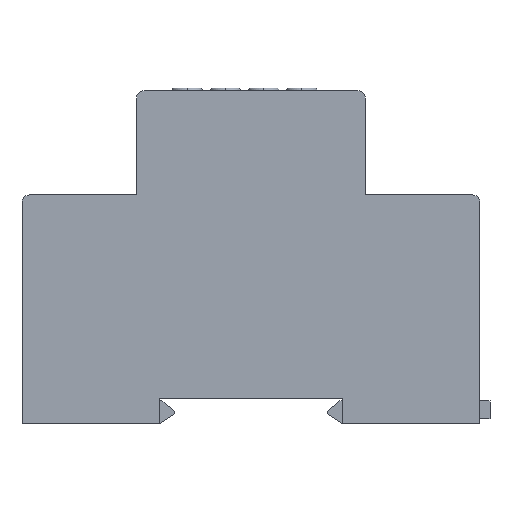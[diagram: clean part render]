
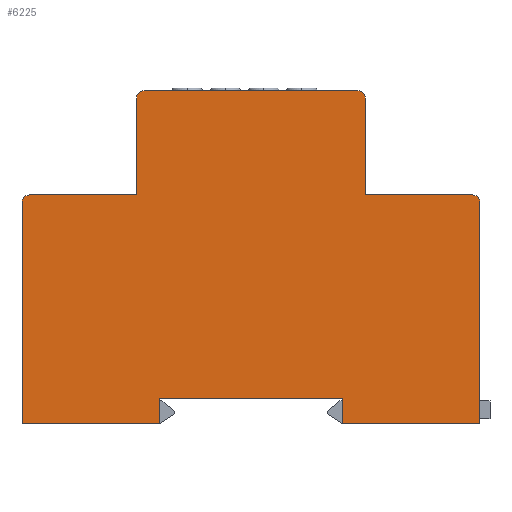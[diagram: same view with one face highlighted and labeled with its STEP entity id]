
A CAD part, left-side view. The second image highlights one B-rep face of the part: STEP entity #6225.
In plain terms, the highlighted planar face has unit normal (-1, 0, 0).
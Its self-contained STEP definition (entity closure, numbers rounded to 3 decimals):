
#1 = CARTESIAN_POINT ( 'NONE',  ( 0., 63., 5. ) ) ;
#134 = DIRECTION ( 'NONE',  ( -1., 0., 0. ) ) ;
#166 = VECTOR ( 'NONE', #6386, 1000. ) ;
#315 = ORIENTED_EDGE ( 'NONE', *, *, #7535, .F. ) ;
#330 = VECTOR ( 'NONE', #5473, 1000. ) ;
#359 = LINE ( 'NONE', #7251, #4866 ) ;
#363 = VECTOR ( 'NONE', #7982, 1000. ) ;
#498 = CARTESIAN_POINT ( 'NONE',  ( 0., 90., 0. ) ) ;
#540 = ORIENTED_EDGE ( 'NONE', *, *, #4427, .F. ) ;
#643 = CARTESIAN_POINT ( 'NONE',  ( 0., 67.5, 45. ) ) ;
#645 = ORIENTED_EDGE ( 'NONE', *, *, #4843, .F. ) ;
#661 = EDGE_CURVE ( 'NONE', #6032, #8259, #8318, .T. ) ;
#705 = DIRECTION ( 'NONE',  ( 0., 0., -1. ) ) ;
#753 = CARTESIAN_POINT ( 'NONE',  ( 0., 24., 64. ) ) ;
#952 = VECTOR ( 'NONE', #4271, 1000. ) ;
#959 = DIRECTION ( 'NONE',  ( 0., 0., 1. ) ) ;
#972 = EDGE_CURVE ( 'NONE', #3412, #8049, #359, .T. ) ;
#984 = EDGE_CURVE ( 'NONE', #5277, #7745, #3966, .T. ) ;
#992 = AXIS2_PLACEMENT_3D ( 'NONE', #5091, #5846, #3829 ) ;
#998 = CARTESIAN_POINT ( 'NONE',  ( 0., 90., 0. ) ) ;
#1116 = VERTEX_POINT ( 'NONE', #8119 ) ;
#1264 = CARTESIAN_POINT ( 'NONE',  ( 0., 63., 0. ) ) ;
#1276 = VECTOR ( 'NONE', #7795, 1000. ) ;
#1370 = VECTOR ( 'NONE', #959, 1000. ) ;
#1530 = VERTEX_POINT ( 'NONE', #2106 ) ;
#1568 = VECTOR ( 'NONE', #7963, 1000. ) ;
#1609 = LINE ( 'NONE', #643, #7967 ) ;
#1682 = VERTEX_POINT ( 'NONE', #498 ) ;
#1765 = LINE ( 'NONE', #4237, #1370 ) ;
#1871 = ORIENTED_EDGE ( 'NONE', *, *, #8163, .F. ) ;
#1961 = LINE ( 'NONE', #3757, #952 ) ;
#2103 = CARTESIAN_POINT ( 'NONE',  ( 0., 90., 45. ) ) ;
#2106 = CARTESIAN_POINT ( 'NONE',  ( 0., 88.5, 45. ) ) ;
#2115 = DIRECTION ( 'NONE',  ( 0., 0., -1. ) ) ;
#2202 = ORIENTED_EDGE ( 'NONE', *, *, #4044, .F. ) ;
#2215 = LINE ( 'NONE', #7715, #7127 ) ;
#2224 = CARTESIAN_POINT ( 'NONE',  ( 0., 27., 5. ) ) ;
#2244 = CIRCLE ( 'NONE', #992, 1.5 ) ;
#2448 = CARTESIAN_POINT ( 'NONE',  ( 0., 66., 65.5 ) ) ;
#2456 = LINE ( 'NONE', #2815, #363 ) ;
#2579 = DIRECTION ( 'NONE',  ( 0., -1., 0. ) ) ;
#2589 = PLANE ( 'NONE',  #3606 ) ;
#2725 = ORIENTED_EDGE ( 'NONE', *, *, #3169, .F. ) ;
#2815 = CARTESIAN_POINT ( 'NONE',  ( 0., 22.5, 45. ) ) ;
#3169 = EDGE_CURVE ( 'NONE', #1530, #4292, #4683, .T. ) ;
#3214 = CARTESIAN_POINT ( 'NONE',  ( 0., 67.5, 45. ) ) ;
#3224 = CARTESIAN_POINT ( 'NONE',  ( 0., 0., 0. ) ) ;
#3260 = EDGE_LOOP ( 'NONE', ( #540, #645, #2202, #3899, #4213, #4300, #6417, #4019, #3768, #6456, #7112, #5311, #1871, #2725, #4542, #315 ) ) ;
#3301 = CARTESIAN_POINT ( 'NONE',  ( 0., 90., 0. ) ) ;
#3405 = VERTEX_POINT ( 'NONE', #4042 ) ;
#3412 = VERTEX_POINT ( 'NONE', #6595 ) ;
#3482 = VECTOR ( 'NONE', #6065, 1000. ) ;
#3510 = VERTEX_POINT ( 'NONE', #6083 ) ;
#3514 = VERTEX_POINT ( 'NONE', #5409 ) ;
#3527 = CARTESIAN_POINT ( 'NONE',  ( 0., 63., 0. ) ) ;
#3596 = EDGE_CURVE ( 'NONE', #3405, #3412, #1961, .T. ) ;
#3606 = AXIS2_PLACEMENT_3D ( 'NONE', #3224, #7749, #3888 ) ;
#3757 = CARTESIAN_POINT ( 'NONE',  ( 0., 0., 0. ) ) ;
#3768 = ORIENTED_EDGE ( 'NONE', *, *, #5798, .F. ) ;
#3818 = VERTEX_POINT ( 'NONE', #1 ) ;
#3829 = DIRECTION ( 'NONE',  ( 0., 0., -1. ) ) ;
#3888 = DIRECTION ( 'NONE',  ( 0., 0., -1. ) ) ;
#3896 = AXIS2_PLACEMENT_3D ( 'NONE', #753, #7147, #6592 ) ;
#3899 = ORIENTED_EDGE ( 'NONE', *, *, #4602, .F. ) ;
#3900 = CARTESIAN_POINT ( 'NONE',  ( 0., 67.5, 64. ) ) ;
#3966 = CIRCLE ( 'NONE', #4808, 1.5 ) ;
#3977 = LINE ( 'NONE', #1264, #166 ) ;
#4019 = ORIENTED_EDGE ( 'NONE', *, *, #661, .F. ) ;
#4028 = LINE ( 'NONE', #998, #330 ) ;
#4042 = CARTESIAN_POINT ( 'NONE',  ( 0., 0., 43.5 ) ) ;
#4044 = EDGE_CURVE ( 'NONE', #3510, #3818, #4190, .T. ) ;
#4165 = FACE_OUTER_BOUND ( 'NONE', #3260, .T. ) ;
#4190 = LINE ( 'NONE', #2224, #3482 ) ;
#4213 = ORIENTED_EDGE ( 'NONE', *, *, #972, .F. ) ;
#4237 = CARTESIAN_POINT ( 'NONE',  ( 0., 27., 0. ) ) ;
#4271 = DIRECTION ( 'NONE',  ( 0., 0., -1. ) ) ;
#4292 = VERTEX_POINT ( 'NONE', #3214 ) ;
#4300 = ORIENTED_EDGE ( 'NONE', *, *, #3596, .F. ) ;
#4427 = EDGE_CURVE ( 'NONE', #4591, #1682, #7603, .T. ) ;
#4480 = VECTOR ( 'NONE', #7406, 1000. ) ;
#4542 = ORIENTED_EDGE ( 'NONE', *, *, #6113, .T. ) ;
#4591 = VERTEX_POINT ( 'NONE', #3527 ) ;
#4602 = EDGE_CURVE ( 'NONE', #8049, #3510, #1765, .T. ) ;
#4683 = LINE ( 'NONE', #2103, #1276 ) ;
#4771 = CARTESIAN_POINT ( 'NONE',  ( 0., 27., 0. ) ) ;
#4808 = AXIS2_PLACEMENT_3D ( 'NONE', #7160, #134, #2115 ) ;
#4843 = EDGE_CURVE ( 'NONE', #3818, #4591, #3977, .T. ) ;
#4866 = VECTOR ( 'NONE', #7890, 1000. ) ;
#5091 = CARTESIAN_POINT ( 'NONE',  ( 0., 88.5, 43.5 ) ) ;
#5277 = VERTEX_POINT ( 'NONE', #2448 ) ;
#5311 = ORIENTED_EDGE ( 'NONE', *, *, #984, .T. ) ;
#5409 = CARTESIAN_POINT ( 'NONE',  ( 0., 90., 43.5 ) ) ;
#5473 = DIRECTION ( 'NONE',  ( 0., 0., 1. ) ) ;
#5618 = VERTEX_POINT ( 'NONE', #6359 ) ;
#5798 = EDGE_CURVE ( 'NONE', #5618, #6032, #2456, .T. ) ;
#5846 = DIRECTION ( 'NONE',  ( -1., 0., 0. ) ) ;
#6032 = VERTEX_POINT ( 'NONE', #8236 ) ;
#6065 = DIRECTION ( 'NONE',  ( 0., 1., 0. ) ) ;
#6068 = EDGE_CURVE ( 'NONE', #3405, #8259, #7586, .T. ) ;
#6083 = CARTESIAN_POINT ( 'NONE',  ( 0., 27., 5. ) ) ;
#6113 = EDGE_CURVE ( 'NONE', #1530, #3514, #2244, .T. ) ;
#6186 = CARTESIAN_POINT ( 'NONE',  ( 0., 0., 45. ) ) ;
#6225 = ADVANCED_FACE ( 'NONE', ( #4165 ), #2589, .F. ) ;
#6359 = CARTESIAN_POINT ( 'NONE',  ( 0., 22.5, 64. ) ) ;
#6377 = CARTESIAN_POINT ( 'NONE',  ( 0., 1.5, 43.5 ) ) ;
#6386 = DIRECTION ( 'NONE',  ( 0., 0., -1. ) ) ;
#6417 = ORIENTED_EDGE ( 'NONE', *, *, #6068, .T. ) ;
#6450 = CARTESIAN_POINT ( 'NONE',  ( 0., 1.5, 45. ) ) ;
#6456 = ORIENTED_EDGE ( 'NONE', *, *, #7879, .T. ) ;
#6488 = DIRECTION ( 'NONE',  ( -1., 0., 0. ) ) ;
#6592 = DIRECTION ( 'NONE',  ( 0., 0., -1. ) ) ;
#6595 = CARTESIAN_POINT ( 'NONE',  ( 0., 0., 0. ) ) ;
#6635 = CIRCLE ( 'NONE', #3896, 1.5 ) ;
#7112 = ORIENTED_EDGE ( 'NONE', *, *, #8106, .F. ) ;
#7127 = VECTOR ( 'NONE', #2579, 1000. ) ;
#7147 = DIRECTION ( 'NONE',  ( -1., 0., 0. ) ) ;
#7160 = CARTESIAN_POINT ( 'NONE',  ( 0., 66., 64. ) ) ;
#7251 = CARTESIAN_POINT ( 'NONE',  ( 0., 0., 0. ) ) ;
#7406 = DIRECTION ( 'NONE',  ( 0., -1., 0. ) ) ;
#7535 = EDGE_CURVE ( 'NONE', #1682, #3514, #4028, .T. ) ;
#7586 = CIRCLE ( 'NONE', #8210, 1.5 ) ;
#7603 = LINE ( 'NONE', #3301, #1568 ) ;
#7625 = DIRECTION ( 'NONE',  ( 0., 0., 1. ) ) ;
#7715 = CARTESIAN_POINT ( 'NONE',  ( 0., 22.5, 65.5 ) ) ;
#7745 = VERTEX_POINT ( 'NONE', #3900 ) ;
#7749 = DIRECTION ( 'NONE',  ( 1., 0., 0. ) ) ;
#7795 = DIRECTION ( 'NONE',  ( 0., -1., 0. ) ) ;
#7879 = EDGE_CURVE ( 'NONE', #5618, #1116, #6635, .T. ) ;
#7890 = DIRECTION ( 'NONE',  ( 0., 1., 0. ) ) ;
#7963 = DIRECTION ( 'NONE',  ( 0., 1., 0. ) ) ;
#7967 = VECTOR ( 'NONE', #7625, 1000. ) ;
#7982 = DIRECTION ( 'NONE',  ( 0., 0., -1. ) ) ;
#8049 = VERTEX_POINT ( 'NONE', #4771 ) ;
#8106 = EDGE_CURVE ( 'NONE', #5277, #1116, #2215, .T. ) ;
#8119 = CARTESIAN_POINT ( 'NONE',  ( 0., 24., 65.5 ) ) ;
#8163 = EDGE_CURVE ( 'NONE', #4292, #7745, #1609, .T. ) ;
#8210 = AXIS2_PLACEMENT_3D ( 'NONE', #6377, #6488, #705 ) ;
#8236 = CARTESIAN_POINT ( 'NONE',  ( 0., 22.5, 45. ) ) ;
#8259 = VERTEX_POINT ( 'NONE', #6450 ) ;
#8318 = LINE ( 'NONE', #6186, #4480 ) ;
